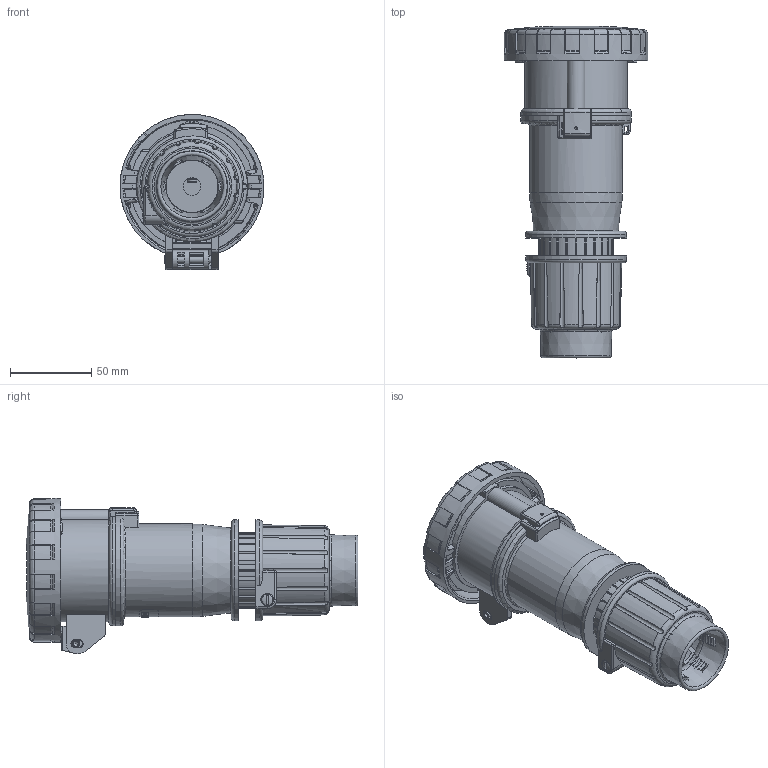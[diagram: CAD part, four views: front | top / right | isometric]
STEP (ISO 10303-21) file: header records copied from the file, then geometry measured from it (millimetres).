
FILE_DESCRIPTION(/* description */ (''),/* implementation_level */ '2;1');
FILE_NAME(/* name */ '4003554.stp',/* time_stamp */ '2019-03-01T11:07:24+01:00',/* author */ (''),/* organization */ (''),/* preprocessor_version */ 'ST-DEVELOPER v16.7',/* originating_system */ 'SIEMENS PLM Software NX 12.0',/* authorisation */ '');
FILE_SCHEMA (('AUTOMOTIVE_DESIGN { 1 0 10303 214 3 1 1 1 }'));
Products named in the file (1): bsom23CC53FBozo2
Bounding box: 88.36 x 203.66 x 95.16 mm (x, y, z)
Volume: 220843.3 mm3; surface area: 189377.6 mm2
Topology: 12 solids, 12 shells, 1550 faces, 4208 edges, 2737 vertices
Faces by surface type: plane 639, cylinder 409, cone 183, bspline 157, torus 128, extrusion 20, sphere 14
Full cylindrical faces by diameter (mm): 1.5 x1, 1.8 x3, 2 x1, 2.4 x1, 3 x3, 3.5 x1, 4 x1, 4.3 x2, 4.5 x1, 6 x2, 6.3 x4, 6.9 x1, 7.5 x4, 7.938 x1, 8.3 x1, 9.5 x1, 10 x4, 11 x1, 12 x1, 14.3 x1, 14.4 x1, 17.5 x1, 17.6 x1, 20.6 x1, 20.7 x1, 23.8 x1, 23.9 x1, 27 x1, 27.1 x1, 31.8 x1
Entity records: 64485 total; most frequent: CARTESIAN_POINT 27713, ORIENTED_EDGE 8024, DIRECTION 7009, EDGE_CURVE 4012, AXIS2_PLACEMENT_3D 2726, VERTEX_POINT 2678, EDGE_LOOP 1782, VECTOR 1557
